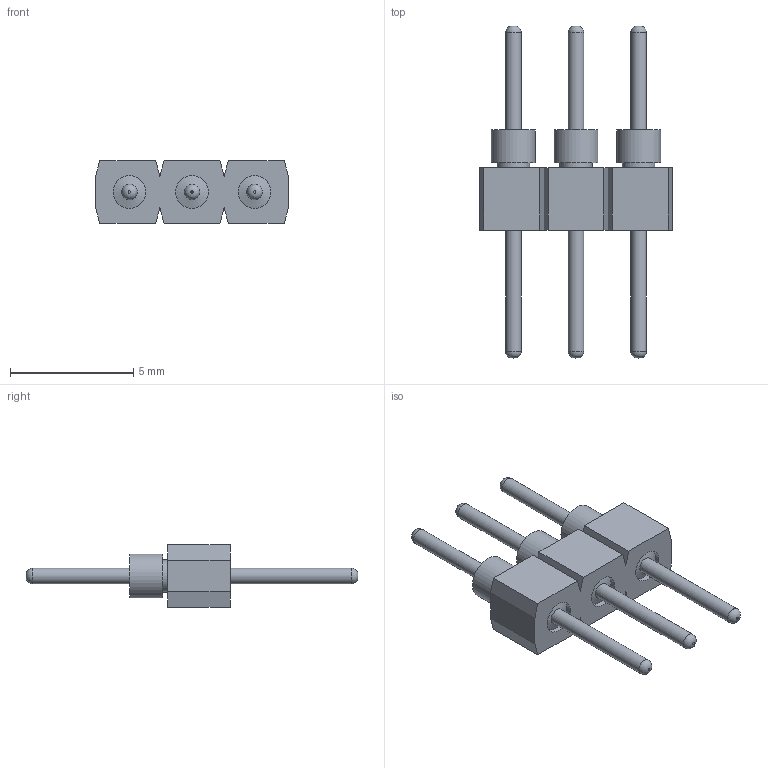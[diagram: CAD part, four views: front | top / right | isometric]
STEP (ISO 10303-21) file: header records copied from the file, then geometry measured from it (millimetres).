
FILE_DESCRIPTION(/* description */ ('STEP AP214'),/* implementation_level */ '2;1');
FILE_NAME(/* name */ 'TS-103-T-A-1',/* time_stamp */ '2024-09-29T03:59:40+02:00',/* author */ ('License CC BY-ND 4.0'),/* organization */ ('CADENAS'),/* preprocessor_version */ 'ST-DEVELOPER v19.3',/* originating_system */ 'PARTsolutions',/* authorisation */ ' ');
FILE_SCHEMA (('AUTOMOTIVE_DESIGN {1 0 10303 214 3 1 1}'));
Length unit declared in the file: inch
Products named in the file (3): TS-103-T-A-1; TS-103-G-A-1_socket; -101-G-A-1_pins
Assembly tree (4 placements, depth 2):
  TS-103-T-A-1
    TS-103-G-A-1_socket
    -101-G-A-1_pins  x3
Bounding box: 7.82 x 13.46 x 2.54 mm (x, y, z)
Volume: 65.5 mm3; surface area: 252.4 mm2
Topology: 4 solids, 4 shells, 73 faces, 153 edges, 100 vertices
Faces by surface type: plane 40, cylinder 21, cone 6, torus 6
Full cylindrical faces by diameter (mm): 0.635 x6, 1.321 x9, 1.778 x6
Entity records: 1270 total; most frequent: DIRECTION 210, CARTESIAN_POINT 200, ORIENTED_EDGE 170, EDGE_CURVE 85, AXIS2_PLACEMENT_3D 75, EDGE_LOOP 72, FACE_BOUND 72, VERTEX_POINT 65
